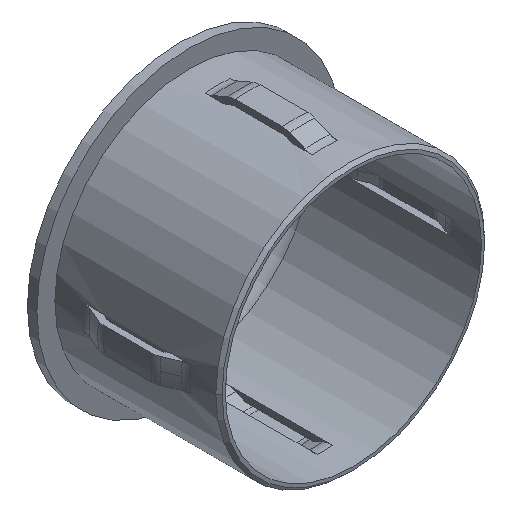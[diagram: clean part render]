
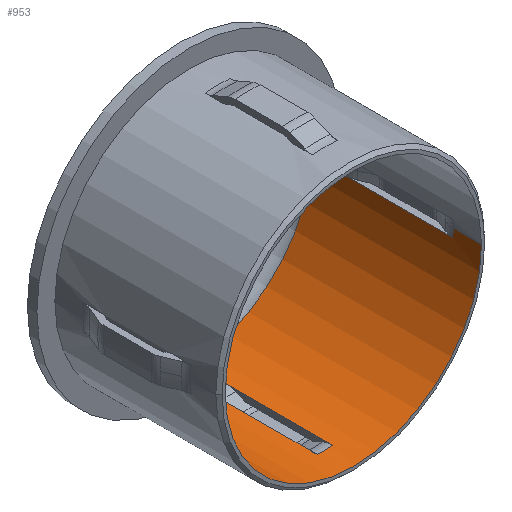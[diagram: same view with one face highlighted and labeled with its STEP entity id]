
A CAD part, isometric view. The second image highlights one B-rep face of the part: STEP entity #953.
In plain terms, the highlighted cylindrical face has radius 20.3 mm (diameter 40.6 mm), a partial arc.
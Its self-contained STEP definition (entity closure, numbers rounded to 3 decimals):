
#305 = DIRECTION ( 'NONE',  ( 1., 0., 0. ) ) ;
#392 = CARTESIAN_POINT ( 'NONE',  ( 20.3, 33., 0. ) ) ;
#507 = VECTOR ( 'NONE', #8016, 1000. ) ;
#558 = CARTESIAN_POINT ( 'NONE',  ( -20.3, 33., 0. ) ) ;
#656 = DIRECTION ( 'NONE',  ( 1., 0., 0. ) ) ;
#671 = DIRECTION ( 'NONE',  ( 1., 0., 0. ) ) ;
#953 = ADVANCED_FACE ( 'NONE', ( #10156, #9769 ), #15906, .F. ) ;
#1344 = CIRCLE ( 'NONE', #1622, 20.3 ) ;
#1622 = AXIS2_PLACEMENT_3D ( 'NONE', #3572, #12248, #4821 ) ;
#1738 = LINE ( 'NONE', #15800, #14564 ) ;
#1855 = DIRECTION ( 'NONE',  ( 0., -1., 0. ) ) ;
#2014 = ORIENTED_EDGE ( 'NONE', *, *, #13406, .T. ) ;
#2347 = VERTEX_POINT ( 'NONE', #3478 ) ;
#2355 = DIRECTION ( 'NONE',  ( 0., -1., 0. ) ) ;
#2403 = CARTESIAN_POINT ( 'NONE',  ( 20.3, 0., 0. ) ) ;
#2458 = DIRECTION ( 'NONE',  ( 0., -1., 0. ) ) ;
#2492 = AXIS2_PLACEMENT_3D ( 'NONE', #15555, #8194, #671 ) ;
#2609 = CARTESIAN_POINT ( 'NONE',  ( 20.261, 54.303, -1.25 ) ) ;
#2931 = AXIS2_PLACEMENT_3D ( 'NONE', #6459, #15074, #7699 ) ;
#3014 = ORIENTED_EDGE ( 'NONE', *, *, #10009, .F. ) ;
#3019 = AXIS2_PLACEMENT_3D ( 'NONE', #15539, #8177, #656 ) ;
#3461 = DIRECTION ( 'NONE',  ( 0., -1., 0. ) ) ;
#3478 = CARTESIAN_POINT ( 'NONE',  ( -20.3, 0., 0. ) ) ;
#3572 = CARTESIAN_POINT ( 'NONE',  ( 0., 21.5, 0. ) ) ;
#3902 = VERTEX_POINT ( 'NONE', #10554 ) ;
#3990 = EDGE_CURVE ( 'NONE', #10074, #5402, #1738, .T. ) ;
#3995 = EDGE_LOOP ( 'NONE', ( #3014, #12738, #11573, #7505, #8808, #7065, #2014, #6869, #14625, #9601, #7865, #9015 ) ) ;
#4040 = EDGE_CURVE ( 'NONE', #8209, #3902, #1344, .T. ) ;
#4315 = CARTESIAN_POINT ( 'NONE',  ( 0., 21.5, 0. ) ) ;
#4406 = VERTEX_POINT ( 'NONE', #9252 ) ;
#4534 = DIRECTION ( 'NONE',  ( 0., -1., 0. ) ) ;
#4573 = DIRECTION ( 'NONE',  ( 1., 0., 0. ) ) ;
#4606 = VECTOR ( 'NONE', #11891, 1000. ) ;
#4821 = DIRECTION ( 'NONE',  ( 1., 0., 0. ) ) ;
#5063 = CIRCLE ( 'NONE', #3019, 20.3 ) ;
#5157 = CARTESIAN_POINT ( 'NONE',  ( 0., 33., 0. ) ) ;
#5222 = AXIS2_PLACEMENT_3D ( 'NONE', #14180, #6739, #15377 ) ;
#5354 = CARTESIAN_POINT ( 'NONE',  ( 20.261, 21.5, -1.25 ) ) ;
#5361 = VERTEX_POINT ( 'NONE', #5892 ) ;
#5402 = VERTEX_POINT ( 'NONE', #9627 ) ;
#5412 = DIRECTION ( 'NONE',  ( 0., -1., 0. ) ) ;
#5590 = DIRECTION ( 'NONE',  ( 1., 0., 0. ) ) ;
#5733 = CARTESIAN_POINT ( 'NONE',  ( -20.3, 26.765, 0. ) ) ;
#5846 = VECTOR ( 'NONE', #2458, 1000. ) ;
#5892 = CARTESIAN_POINT ( 'NONE',  ( -20.261, 4.5, -1.25 ) ) ;
#5983 = VERTEX_POINT ( 'NONE', #14922 ) ;
#6006 = CIRCLE ( 'NONE', #2492, 20.3 ) ;
#6010 = CIRCLE ( 'NONE', #2931, 20.3 ) ;
#6459 = CARTESIAN_POINT ( 'NONE',  ( 0., 4.5, 0. ) ) ;
#6663 = LINE ( 'NONE', #558, #15745 ) ;
#6739 = DIRECTION ( 'NONE',  ( 0., -1., 0. ) ) ;
#6869 = ORIENTED_EDGE ( 'NONE', *, *, #15583, .F. ) ;
#7009 = EDGE_CURVE ( 'NONE', #10571, #7701, #10471, .T. ) ;
#7015 = VERTEX_POINT ( 'NONE', #2403 ) ;
#7019 = LINE ( 'NONE', #8569, #13236 ) ;
#7065 = ORIENTED_EDGE ( 'NONE', *, *, #8334, .T. ) ;
#7382 = ORIENTED_EDGE ( 'NONE', *, *, #11005, .T. ) ;
#7393 = CIRCLE ( 'NONE', #13244, 20.3 ) ;
#7407 = DIRECTION ( 'NONE',  ( 0., -1., 0. ) ) ;
#7436 = VERTEX_POINT ( 'NONE', #11189 ) ;
#7505 = ORIENTED_EDGE ( 'NONE', *, *, #15107, .T. ) ;
#7699 = DIRECTION ( 'NONE',  ( 1., 0., 0. ) ) ;
#7701 = VERTEX_POINT ( 'NONE', #9154 ) ;
#7819 = CARTESIAN_POINT ( 'NONE',  ( 20.261, 4.5, -1.25 ) ) ;
#7849 = DIRECTION ( 'NONE',  ( 0., -1., 0. ) ) ;
#7865 = ORIENTED_EDGE ( 'NONE', *, *, #4040, .T. ) ;
#7934 = LINE ( 'NONE', #8181, #4606 ) ;
#7972 = CARTESIAN_POINT ( 'NONE',  ( -20.261, 21.5, -1.25 ) ) ;
#8016 = DIRECTION ( 'NONE',  ( 0., -1., 0. ) ) ;
#8038 = VECTOR ( 'NONE', #12210, 1000. ) ;
#8177 = DIRECTION ( 'NONE',  ( 0., -1., 0. ) ) ;
#8181 = CARTESIAN_POINT ( 'NONE',  ( -20.261, 54.303, -1.25 ) ) ;
#8194 = DIRECTION ( 'NONE',  ( 0., -1., 0. ) ) ;
#8209 = VERTEX_POINT ( 'NONE', #5354 ) ;
#8334 = EDGE_CURVE ( 'NONE', #4406, #2347, #6663, .T. ) ;
#8569 = CARTESIAN_POINT ( 'NONE',  ( 20.3, 33., 0. ) ) ;
#8602 = CARTESIAN_POINT ( 'NONE',  ( -1.25, 21.5, -20.261 ) ) ;
#8690 = EDGE_CURVE ( 'NONE', #8209, #10571, #10163, .T. ) ;
#8808 = ORIENTED_EDGE ( 'NONE', *, *, #14442, .F. ) ;
#9015 = ORIENTED_EDGE ( 'NONE', *, *, #9736, .F. ) ;
#9154 = CARTESIAN_POINT ( 'NONE',  ( 20.3, 4.5, 0. ) ) ;
#9252 = CARTESIAN_POINT ( 'NONE',  ( -20.3, 4.5, 0. ) ) ;
#9504 = CIRCLE ( 'NONE', #15577, 20.3 ) ;
#9601 = ORIENTED_EDGE ( 'NONE', *, *, #8690, .F. ) ;
#9627 = CARTESIAN_POINT ( 'NONE',  ( -20.3, 21.5, 0. ) ) ;
#9736 = EDGE_CURVE ( 'NONE', #5983, #3902, #7019, .T. ) ;
#9769 = FACE_OUTER_BOUND ( 'NONE', #3995, .T. ) ;
#9933 = EDGE_LOOP ( 'NONE', ( #12724, #14482, #16089, #7382 ) ) ;
#10009 = EDGE_CURVE ( 'NONE', #10074, #5983, #5063, .T. ) ;
#10035 = CARTESIAN_POINT ( 'NONE',  ( -1.25, 4.5, -20.261 ) ) ;
#10074 = VERTEX_POINT ( 'NONE', #5733 ) ;
#10156 = FACE_BOUND ( 'NONE', #9933, .T. ) ;
#10163 = LINE ( 'NONE', #2609, #8038 ) ;
#10189 = VERTEX_POINT ( 'NONE', #8602 ) ;
#10461 = CIRCLE ( 'NONE', #5222, 20.3 ) ;
#10471 = CIRCLE ( 'NONE', #13614, 20.3 ) ;
#10502 = LINE ( 'NONE', #11679, #507 ) ;
#10526 = CARTESIAN_POINT ( 'NONE',  ( 1.25, 4.5, -20.261 ) ) ;
#10554 = CARTESIAN_POINT ( 'NONE',  ( 20.3, 21.5, 0. ) ) ;
#10571 = VERTEX_POINT ( 'NONE', #7819 ) ;
#10670 = EDGE_CURVE ( 'NONE', #5402, #15606, #7393, .T. ) ;
#10829 = EDGE_CURVE ( 'NONE', #10189, #16095, #15288, .T. ) ;
#11005 = EDGE_CURVE ( 'NONE', #7436, #14532, #10502, .T. ) ;
#11161 = CARTESIAN_POINT ( 'NONE',  ( -1.25, 54.303, -20.261 ) ) ;
#11189 = CARTESIAN_POINT ( 'NONE',  ( 1.25, 21.5, -20.261 ) ) ;
#11510 = EDGE_CURVE ( 'NONE', #10189, #7436, #9504, .T. ) ;
#11573 = ORIENTED_EDGE ( 'NONE', *, *, #10670, .T. ) ;
#11679 = CARTESIAN_POINT ( 'NONE',  ( 1.25, 54.303, -20.261 ) ) ;
#11891 = DIRECTION ( 'NONE',  ( 0., -1., 0. ) ) ;
#12161 = LINE ( 'NONE', #392, #15047 ) ;
#12210 = DIRECTION ( 'NONE',  ( 0., -1., 0. ) ) ;
#12248 = DIRECTION ( 'NONE',  ( 0., -1., 0. ) ) ;
#12724 = ORIENTED_EDGE ( 'NONE', *, *, #12764, .F. ) ;
#12738 = ORIENTED_EDGE ( 'NONE', *, *, #3990, .T. ) ;
#12764 = EDGE_CURVE ( 'NONE', #16095, #14532, #6006, .T. ) ;
#13001 = DIRECTION ( 'NONE',  ( 0., -1., 0. ) ) ;
#13236 = VECTOR ( 'NONE', #2355, 1000. ) ;
#13244 = AXIS2_PLACEMENT_3D ( 'NONE', #4315, #13001, #5590 ) ;
#13406 = EDGE_CURVE ( 'NONE', #2347, #7015, #10461, .T. ) ;
#13614 = AXIS2_PLACEMENT_3D ( 'NONE', #14818, #7407, #16015 ) ;
#14180 = CARTESIAN_POINT ( 'NONE',  ( 0., 0., 0. ) ) ;
#14395 = AXIS2_PLACEMENT_3D ( 'NONE', #5157, #4534, #4573 ) ;
#14442 = EDGE_CURVE ( 'NONE', #4406, #5361, #6010, .T. ) ;
#14482 = ORIENTED_EDGE ( 'NONE', *, *, #10829, .F. ) ;
#14532 = VERTEX_POINT ( 'NONE', #10526 ) ;
#14564 = VECTOR ( 'NONE', #3461, 1000. ) ;
#14625 = ORIENTED_EDGE ( 'NONE', *, *, #7009, .F. ) ;
#14818 = CARTESIAN_POINT ( 'NONE',  ( 0., 4.5, 0. ) ) ;
#14922 = CARTESIAN_POINT ( 'NONE',  ( 20.3, 26.765, 0. ) ) ;
#15047 = VECTOR ( 'NONE', #5412, 1000. ) ;
#15074 = DIRECTION ( 'NONE',  ( 0., -1., 0. ) ) ;
#15107 = EDGE_CURVE ( 'NONE', #15606, #5361, #7934, .T. ) ;
#15217 = CARTESIAN_POINT ( 'NONE',  ( 0., 21.5, 0. ) ) ;
#15288 = LINE ( 'NONE', #11161, #5846 ) ;
#15377 = DIRECTION ( 'NONE',  ( 1., 0., 0. ) ) ;
#15539 = CARTESIAN_POINT ( 'NONE',  ( 0., 26.765, 0. ) ) ;
#15555 = CARTESIAN_POINT ( 'NONE',  ( 0., 4.5, 0. ) ) ;
#15577 = AXIS2_PLACEMENT_3D ( 'NONE', #15217, #7849, #305 ) ;
#15583 = EDGE_CURVE ( 'NONE', #7701, #7015, #12161, .T. ) ;
#15606 = VERTEX_POINT ( 'NONE', #7972 ) ;
#15745 = VECTOR ( 'NONE', #1855, 1000. ) ;
#15800 = CARTESIAN_POINT ( 'NONE',  ( -20.3, 33., 0. ) ) ;
#15906 = CYLINDRICAL_SURFACE ( 'NONE', #14395, 20.3 ) ;
#16015 = DIRECTION ( 'NONE',  ( 1., 0., 0. ) ) ;
#16089 = ORIENTED_EDGE ( 'NONE', *, *, #11510, .T. ) ;
#16095 = VERTEX_POINT ( 'NONE', #10035 ) ;
